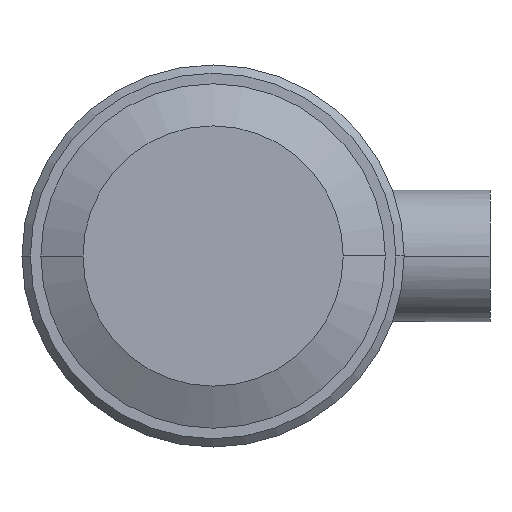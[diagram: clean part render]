
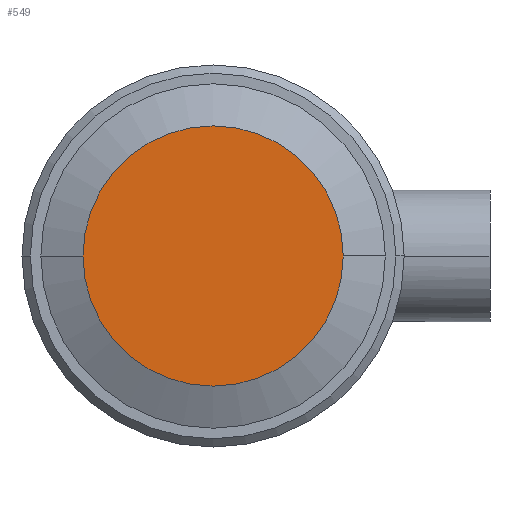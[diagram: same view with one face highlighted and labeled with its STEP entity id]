
A CAD part, left-side view. The second image highlights one B-rep face of the part: STEP entity #549.
In plain terms, the highlighted planar face has unit normal (-1, 0, 0).
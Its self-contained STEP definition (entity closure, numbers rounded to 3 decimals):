
#131=FACE_OUTER_BOUND('',#172,.T.);
#172=EDGE_LOOP('',(#407,#408));
#216=CIRCLE('',#708,11.75);
#217=CIRCLE('',#709,11.75);
#262=VERTEX_POINT('',#1096);
#263=VERTEX_POINT('',#1097);
#314=EDGE_CURVE('',#262,#263,#216,.T.);
#315=EDGE_CURVE('',#263,#262,#217,.T.);
#407=ORIENTED_EDGE('',*,*,#314,.T.);
#408=ORIENTED_EDGE('',*,*,#315,.T.);
#532=PLANE('',#707);
#549=ADVANCED_FACE('',(#131),#532,.F.);
#707=AXIS2_PLACEMENT_3D('',#1095,#842,#843);
#708=AXIS2_PLACEMENT_3D('',#1098,#844,#845);
#709=AXIS2_PLACEMENT_3D('',#1099,#846,#847);
#842=DIRECTION('center_axis',(1.,0.,0.));
#843=DIRECTION('ref_axis',(0.,0.,1.));
#844=DIRECTION('center_axis',(-1.,0.,0.));
#845=DIRECTION('ref_axis',(0.,1.,0.));
#846=DIRECTION('center_axis',(-1.,0.,0.));
#847=DIRECTION('ref_axis',(0.,-1.,0.));
#1095=CARTESIAN_POINT('Origin',(-53.5,0.,
0.));
#1096=CARTESIAN_POINT('',(-53.5,-11.75,0.));
#1097=CARTESIAN_POINT('',(-53.5,11.75,0.));
#1098=CARTESIAN_POINT('Origin',(-53.5,0.,0.));
#1099=CARTESIAN_POINT('Origin',(-53.5,0.,0.));
